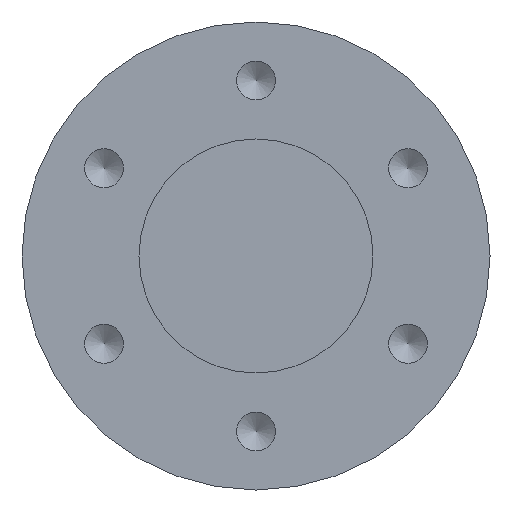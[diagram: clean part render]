
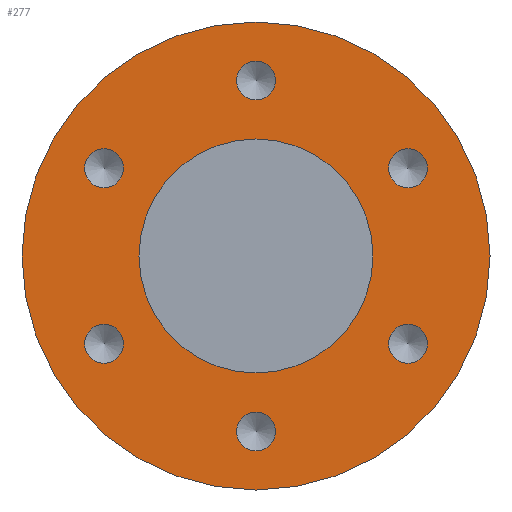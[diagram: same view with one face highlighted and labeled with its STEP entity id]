
A CAD part, front view. The second image highlights one B-rep face of the part: STEP entity #277.
In plain terms, the highlighted planar face has unit normal (0, -1, 0).
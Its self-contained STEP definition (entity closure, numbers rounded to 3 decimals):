
#16=FACE_BOUND('',#72,.T.);
#17=FACE_BOUND('',#73,.T.);
#18=FACE_BOUND('',#74,.T.);
#19=FACE_BOUND('',#75,.T.);
#20=FACE_BOUND('',#76,.T.);
#21=FACE_BOUND('',#77,.T.);
#22=FACE_BOUND('',#78,.T.);
#32=PLANE('',#328);
#51=FACE_OUTER_BOUND('',#71,.T.);
#71=EDGE_LOOP('',(#242));
#72=EDGE_LOOP('',(#243));
#73=EDGE_LOOP('',(#244));
#74=EDGE_LOOP('',(#245));
#75=EDGE_LOOP('',(#246));
#76=EDGE_LOOP('',(#247));
#77=EDGE_LOOP('',(#248));
#78=EDGE_LOOP('',(#249));
#112=CIRCLE('',#299,1.666);
#114=CIRCLE('',#303,1.666);
#116=CIRCLE('',#307,1.666);
#118=CIRCLE('',#311,1.666);
#120=CIRCLE('',#315,1.666);
#122=CIRCLE('',#319,1.666);
#123=CIRCLE('',#321,10.);
#125=CIRCLE('',#325,20.);
#131=VERTEX_POINT('',#434);
#134=VERTEX_POINT('',#443);
#137=VERTEX_POINT('',#452);
#140=VERTEX_POINT('',#461);
#143=VERTEX_POINT('',#470);
#146=VERTEX_POINT('',#479);
#147=VERTEX_POINT('',#483);
#149=VERTEX_POINT('',#490);
#156=EDGE_CURVE('',#131,#131,#112,.T.);
#160=EDGE_CURVE('',#134,#134,#114,.T.);
#164=EDGE_CURVE('',#137,#137,#116,.T.);
#168=EDGE_CURVE('',#140,#140,#118,.T.);
#172=EDGE_CURVE('',#143,#143,#120,.T.);
#176=EDGE_CURVE('',#146,#146,#122,.T.);
#178=EDGE_CURVE('',#147,#147,#123,.T.);
#181=EDGE_CURVE('',#149,#149,#125,.T.);
#242=ORIENTED_EDGE('',*,*,#181,.T.);
#243=ORIENTED_EDGE('',*,*,#156,.T.);
#244=ORIENTED_EDGE('',*,*,#160,.T.);
#245=ORIENTED_EDGE('',*,*,#164,.T.);
#246=ORIENTED_EDGE('',*,*,#168,.T.);
#247=ORIENTED_EDGE('',*,*,#172,.T.);
#248=ORIENTED_EDGE('',*,*,#176,.T.);
#249=ORIENTED_EDGE('',*,*,#178,.T.);
#277=ADVANCED_FACE('',(#51,#16,#17,#18,#19,#20,#21,#22),#32,.F.);
#299=AXIS2_PLACEMENT_3D('',#435,#347,#348);
#303=AXIS2_PLACEMENT_3D('',#444,#357,#358);
#307=AXIS2_PLACEMENT_3D('',#453,#367,#368);
#311=AXIS2_PLACEMENT_3D('',#462,#377,#378);
#315=AXIS2_PLACEMENT_3D('',#471,#387,#388);
#319=AXIS2_PLACEMENT_3D('',#480,#397,#398);
#321=AXIS2_PLACEMENT_3D('',#484,#402,#403);
#325=AXIS2_PLACEMENT_3D('',#491,#411,#412);
#328=AXIS2_PLACEMENT_3D('',#496,#418,#419);
#347=DIRECTION('center_axis',(0.,1.,0.));
#348=DIRECTION('ref_axis',(0.866,0.,-0.5));
#357=DIRECTION('center_axis',(0.,1.,0.));
#358=DIRECTION('ref_axis',(0.866,0.,0.5));
#367=DIRECTION('center_axis',(0.,1.,0.));
#368=DIRECTION('ref_axis',(0.,0.,1.));
#377=DIRECTION('center_axis',(0.,1.,0.));
#378=DIRECTION('ref_axis',(-0.866,0.,0.5));
#387=DIRECTION('center_axis',(0.,1.,0.));
#388=DIRECTION('ref_axis',(-0.866,0.,-0.5));
#397=DIRECTION('center_axis',(0.,1.,0.));
#398=DIRECTION('ref_axis',(0.,0.,-1.));
#402=DIRECTION('center_axis',(0.,1.,0.));
#403=DIRECTION('ref_axis',(1.,0.,0.));
#411=DIRECTION('center_axis',(0.,-1.,0.));
#412=DIRECTION('ref_axis',(1.,0.,0.));
#418=DIRECTION('center_axis',(0.,1.,0.));
#419=DIRECTION('ref_axis',(1.,0.,0.));
#434=CARTESIAN_POINT('',(-14.433,-15.,8.333));
#435=CARTESIAN_POINT('Origin',(-12.99,-15.,7.5));
#443=CARTESIAN_POINT('',(-14.433,-15.,-8.333));
#444=CARTESIAN_POINT('Origin',(-12.99,-15.,-7.5));
#452=CARTESIAN_POINT('',(0.,-15.,-16.666));
#453=CARTESIAN_POINT('Origin',(0.,-15.,-15.));
#461=CARTESIAN_POINT('',(14.433,-15.,-8.333));
#462=CARTESIAN_POINT('Origin',(12.99,-15.,-7.5));
#470=CARTESIAN_POINT('',(14.433,-15.,8.333));
#471=CARTESIAN_POINT('Origin',(12.99,-15.,7.5));
#479=CARTESIAN_POINT('',(0.,-15.,16.666));
#480=CARTESIAN_POINT('Origin',(0.,-15.,15.));
#483=CARTESIAN_POINT('',(-10.,-15.,0.));
#484=CARTESIAN_POINT('Origin',(0.,-15.,0.));
#490=CARTESIAN_POINT('',(-20.,-15.,0.));
#491=CARTESIAN_POINT('Origin',(0.,-15.,0.));
#496=CARTESIAN_POINT('Origin',(0.,-15.,0.));
